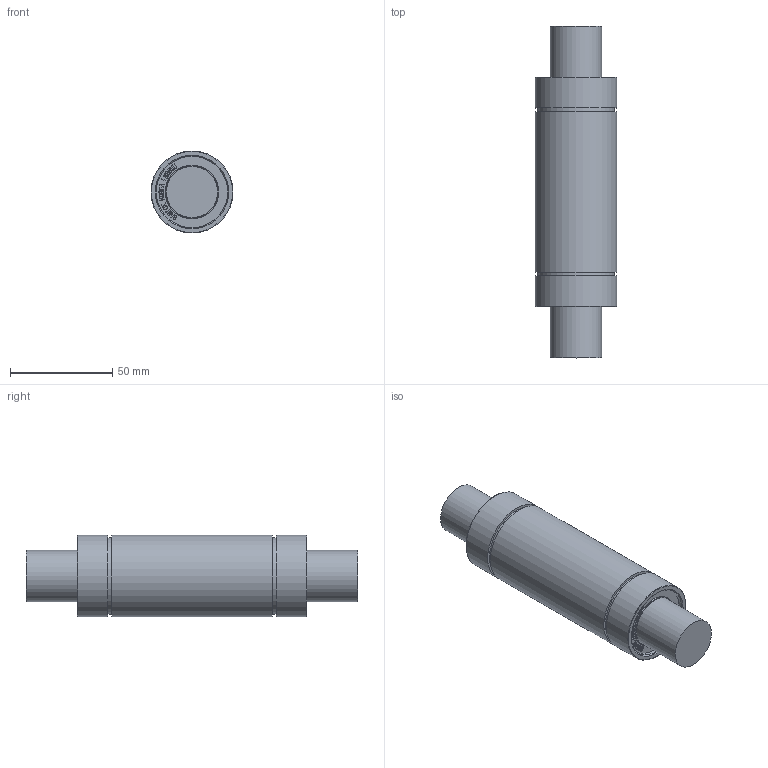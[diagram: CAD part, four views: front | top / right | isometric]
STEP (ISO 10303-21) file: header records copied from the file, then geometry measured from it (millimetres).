
FILE_DESCRIPTION((''),'2;1');
FILE_NAME('LME25LUU.stp','2013-02-05T19:13:06',('user2'),(''),'Autodesk Inventor 2012','Autodesk Inventor 2012','');
FILE_SCHEMA(('AUTOMOTIVE_DESIGN { 1 0 10303 214 1 1 1 1 }'));
Length unit declared in the file: millimetre
Products named in the file (1): LME25LUU
Bounding box: 40 x 162 x 40 mm (x, y, z)
Volume: 162624.2 mm3; surface area: 21887.4 mm2
Topology: 1 solids, 1 shells, 859 faces, 2413 edges, 1608 vertices
Faces by surface type: bspline 612, plane 232, cylinder 9, cone 4, torus 2
Full cylindrical faces by diameter (mm): 25 x2, 34.8 x2, 37.5 x2, 40 x3
Entity records: 29105 total; most frequent: CARTESIAN_POINT 10370, ORIENTED_EDGE 4792, EDGE_CURVE 2396, DIRECTION 1694, VERTEX_POINT 1606, QUASI_UNIFORM_CURVE 1224, VECTOR 1146, LINE 1146
